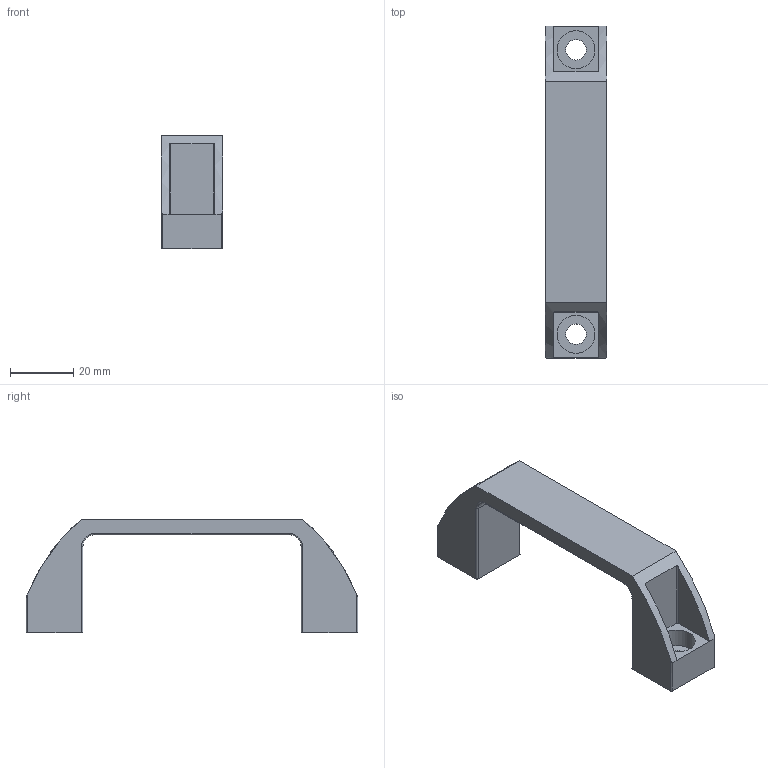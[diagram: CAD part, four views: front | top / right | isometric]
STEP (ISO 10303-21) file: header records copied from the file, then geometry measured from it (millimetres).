
FILE_DESCRIPTION(/* description */ (''),/* implementation_level */ '2;1');
FILE_NAME(/* name */ '90mm Alu handle For 20x20 Profile.step',/* time_stamp */ '2023-08-24T05:33:53+02:00',/* author */ (''),/* organization */ (''),/* preprocessor_version */ 'ST-DEVELOPER v20',/* originating_system */ 'Autodesk Translation Framework v12.9.0.99',/* authorisation */ '');
FILE_SCHEMA (('AUTOMOTIVE_DESIGN { 1 0 10303 214 3 1 1 }'));
Length unit declared in the file: millimetre
Products named in the file (1): 90mm Alu handle For 20x20 Profile
Bounding box: 19.5 x 105 x 36 mm (x, y, z)
Volume: 18003.8 mm3; surface area: 10252.2 mm2
Topology: 1 solids, 1 shells, 46 faces, 114 edges, 72 vertices
Faces by surface type: cylinder 22, plane 20, torus 4
Full cylindrical faces by diameter (mm): 6.5 x2, 12 x2
Entity records: 1463 total; most frequent: CARTESIAN_POINT 305, DIRECTION 244, ORIENTED_EDGE 228, EDGE_CURVE 114, AXIS2_PLACEMENT_3D 91, VERTEX_POINT 72, LINE 62, VECTOR 62
